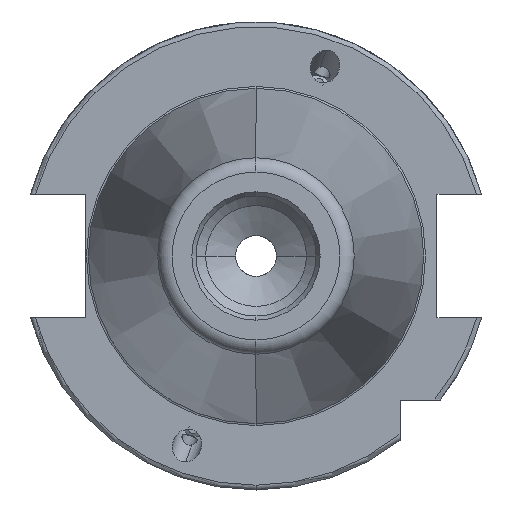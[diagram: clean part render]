
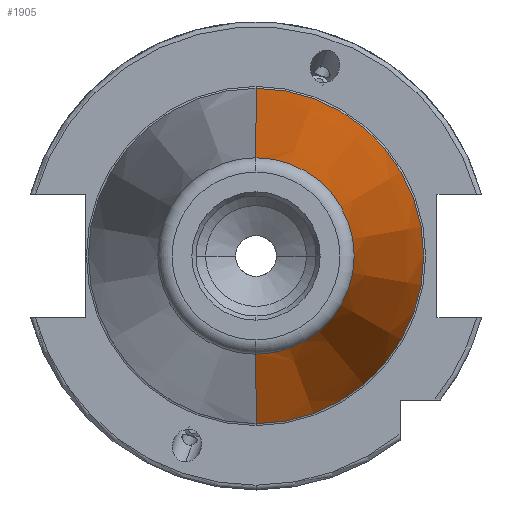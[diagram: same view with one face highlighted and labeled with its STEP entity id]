
A CAD part, left-side view. The second image highlights one B-rep face of the part: STEP entity #1905.
In plain terms, the highlighted conical face has half-angle 8.297 degrees and reference radius 34.925 mm.
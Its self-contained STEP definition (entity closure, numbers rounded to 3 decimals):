
#1905 = ADVANCED_FACE ( 'NONE', ( #4406 ), #4404, .T. ) ;
#1906 = EDGE_LOOP ( 'NONE', ( #1907, #1911, #1913, #1914 ) ) ;
#1907 = ORIENTED_EDGE ( 'NONE', *, *, #1908, .F. ) ;
#1908 = EDGE_CURVE ( 'NONE', #1909, #1910, #4405, .T. ) ;
#1909 = VERTEX_POINT ( 'NONE', #4395 ) ;
#1910 = VERTEX_POINT ( 'NONE', #4455 ) ;
#1911 = ORIENTED_EDGE ( 'NONE', *, *, #1912, .T. ) ;
#1912 = EDGE_CURVE ( 'NONE', #1909, #1929, #4454, .T. ) ;
#1913 = ORIENTED_EDGE ( 'NONE', *, *, #1928, .T. ) ;
#1914 = ORIENTED_EDGE ( 'NONE', *, *, #1915, .F. ) ;
#1915 = EDGE_CURVE ( 'NONE', #1910, #1926, #4450, .T. ) ;
#1926 = VERTEX_POINT ( 'NONE', #4426 ) ;
#1928 = EDGE_CURVE ( 'NONE', #1929, #1926, #3462, .T. ) ;
#1929 = VERTEX_POINT ( 'NONE', #4483 ) ;
#3462 = CIRCLE ( 'NONE', #4487, 34.925 ) ;
#4395 = CARTESIAN_POINT ( 'NONE',  ( -99.183, 0., -20.461 ) ) ;
#4396 = DIRECTION ( 'NONE',  ( 0., 0., -1. ) ) ;
#4397 = DIRECTION ( 'NONE',  ( -1., 0., 0. ) ) ;
#4398 = CARTESIAN_POINT ( 'NONE',  ( -99.183, 0., 0. ) ) ;
#4399 = AXIS2_PLACEMENT_3D ( 'NONE', #4398, #4397, #4396 ) ;
#4400 = DIRECTION ( 'NONE',  ( 0., 0., 1. ) ) ;
#4401 = DIRECTION ( 'NONE',  ( 1., 0., 0. ) ) ;
#4402 = CARTESIAN_POINT ( 'NONE',  ( 0., 0., 0. ) ) ;
#4403 = AXIS2_PLACEMENT_3D ( 'NONE', #4402, #4401, #4400 ) ;
#4404 = CONICAL_SURFACE ( 'NONE', #4403, 34.925, 0.145 ) ;
#4405 = CIRCLE ( 'NONE', #4399, 20.461 ) ;
#4406 = FACE_OUTER_BOUND ( 'NONE', #1906, .T. ) ;
#4426 = CARTESIAN_POINT ( 'NONE',  ( 0., 0., 34.925 ) ) ;
#4447 = DIRECTION ( 'NONE',  ( 0.99, 0., 0.144 ) ) ;
#4448 = VECTOR ( 'NONE', #4447, 1000. ) ;
#4449 = CARTESIAN_POINT ( 'NONE',  ( 0., 0., 34.925 ) ) ;
#4450 = LINE ( 'NONE', #4449, #4448 ) ;
#4451 = DIRECTION ( 'NONE',  ( 0.99, 0., -0.144 ) ) ;
#4452 = VECTOR ( 'NONE', #4451, 1000. ) ;
#4453 = CARTESIAN_POINT ( 'NONE',  ( 0., 0., -34.925 ) ) ;
#4454 = LINE ( 'NONE', #4453, #4452 ) ;
#4455 = CARTESIAN_POINT ( 'NONE',  ( -99.183, 0., 20.461 ) ) ;
#4483 = CARTESIAN_POINT ( 'NONE',  ( 0., 0., -34.925 ) ) ;
#4484 = DIRECTION ( 'NONE',  ( 0., 0., -1. ) ) ;
#4485 = DIRECTION ( 'NONE',  ( -1., 0., 0. ) ) ;
#4486 = CARTESIAN_POINT ( 'NONE',  ( 0., 0., 0. ) ) ;
#4487 = AXIS2_PLACEMENT_3D ( 'NONE', #4486, #4485, #4484 ) ;
